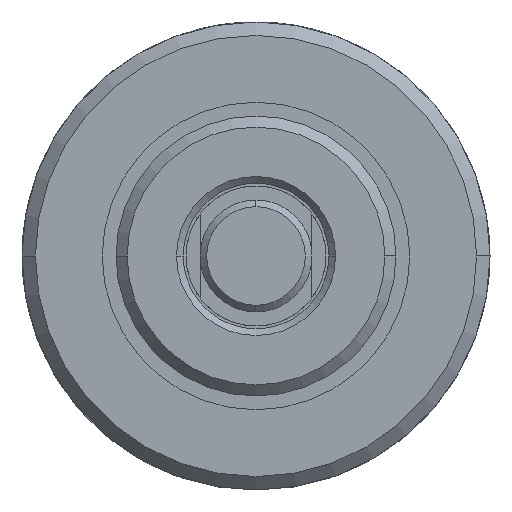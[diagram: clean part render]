
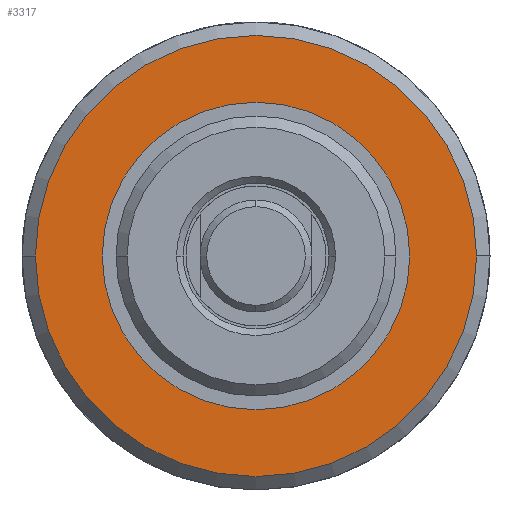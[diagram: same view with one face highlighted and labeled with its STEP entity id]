
A CAD part, left-side view. The second image highlights one B-rep face of the part: STEP entity #3317.
In plain terms, the highlighted planar face has unit normal (-1, 0, 0).
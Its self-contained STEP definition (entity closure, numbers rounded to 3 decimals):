
#82 = DIRECTION ( 'NONE',  ( 1., 0., 0. ) ) ;
#86 = CIRCLE ( 'NONE', #2546, 17.437 ) ;
#158 = DIRECTION ( 'NONE',  ( 0., 0., -1. ) ) ;
#166 = PLANE ( 'NONE',  #1414 ) ;
#458 = FACE_BOUND ( 'NONE', #1209, .T. ) ;
#498 = DIRECTION ( 'NONE',  ( 0., 0., -1. ) ) ;
#601 = AXIS2_PLACEMENT_3D ( 'NONE', #1494, #2116, #3462 ) ;
#605 = ORIENTED_EDGE ( 'NONE', *, *, #2925, .F. ) ;
#791 = FACE_OUTER_BOUND ( 'NONE', #3564, .T. ) ;
#840 = AXIS2_PLACEMENT_3D ( 'NONE', #3832, #3171, #158 ) ;
#1017 = EDGE_CURVE ( 'NONE', #1579, #2748, #3891, .T. ) ;
#1204 = CIRCLE ( 'NONE', #2893, 25.019 ) ;
#1209 = EDGE_LOOP ( 'NONE', ( #2726, #3127 ) ) ;
#1398 = CARTESIAN_POINT ( 'NONE',  ( 20.574, 0., 17.437 ) ) ;
#1414 = AXIS2_PLACEMENT_3D ( 'NONE', #2433, #3422, #498 ) ;
#1494 = CARTESIAN_POINT ( 'NONE',  ( 20.574, 0., 0. ) ) ;
#1579 = VERTEX_POINT ( 'NONE', #2595 ) ;
#1824 = CIRCLE ( 'NONE', #840, 25.019 ) ;
#1861 = VERTEX_POINT ( 'NONE', #2455 ) ;
#1907 = DIRECTION ( 'NONE',  ( 1., 0., 0. ) ) ;
#2098 = CARTESIAN_POINT ( 'NONE',  ( 20.574, 0., 0. ) ) ;
#2116 = DIRECTION ( 'NONE',  ( 1., 0., 0. ) ) ;
#2244 = ORIENTED_EDGE ( 'NONE', *, *, #2358, .F. ) ;
#2358 = EDGE_CURVE ( 'NONE', #3084, #1861, #1824, .T. ) ;
#2433 = CARTESIAN_POINT ( 'NONE',  ( 20.574, 0., 0. ) ) ;
#2455 = CARTESIAN_POINT ( 'NONE',  ( 20.574, 0., -25.019 ) ) ;
#2546 = AXIS2_PLACEMENT_3D ( 'NONE', #2098, #82, #2810 ) ;
#2595 = CARTESIAN_POINT ( 'NONE',  ( 20.574, 0., -17.437 ) ) ;
#2619 = CARTESIAN_POINT ( 'NONE',  ( 20.574, 0., 0. ) ) ;
#2726 = ORIENTED_EDGE ( 'NONE', *, *, #1017, .T. ) ;
#2748 = VERTEX_POINT ( 'NONE', #1398 ) ;
#2810 = DIRECTION ( 'NONE',  ( 0., 0., -1. ) ) ;
#2893 = AXIS2_PLACEMENT_3D ( 'NONE', #2619, #1907, #3887 ) ;
#2925 = EDGE_CURVE ( 'NONE', #1861, #3084, #1204, .T. ) ;
#3084 = VERTEX_POINT ( 'NONE', #4345 ) ;
#3127 = ORIENTED_EDGE ( 'NONE', *, *, #3303, .T. ) ;
#3171 = DIRECTION ( 'NONE',  ( 1., 0., 0. ) ) ;
#3303 = EDGE_CURVE ( 'NONE', #2748, #1579, #86, .T. ) ;
#3317 = ADVANCED_FACE ( 'NONE', ( #791, #458 ), #166, .F. ) ;
#3422 = DIRECTION ( 'NONE',  ( 1., 0., 0. ) ) ;
#3462 = DIRECTION ( 'NONE',  ( 0., 0., -1. ) ) ;
#3564 = EDGE_LOOP ( 'NONE', ( #2244, #605 ) ) ;
#3832 = CARTESIAN_POINT ( 'NONE',  ( 20.574, 0., 0. ) ) ;
#3887 = DIRECTION ( 'NONE',  ( 0., 0., -1. ) ) ;
#3891 = CIRCLE ( 'NONE', #601, 17.437 ) ;
#4345 = CARTESIAN_POINT ( 'NONE',  ( 20.574, 0., 25.019 ) ) ;
